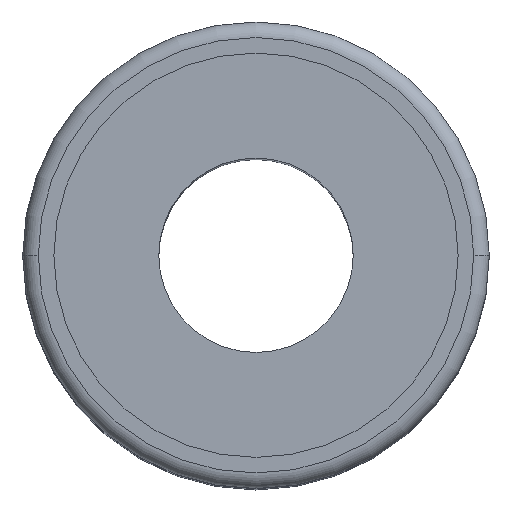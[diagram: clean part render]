
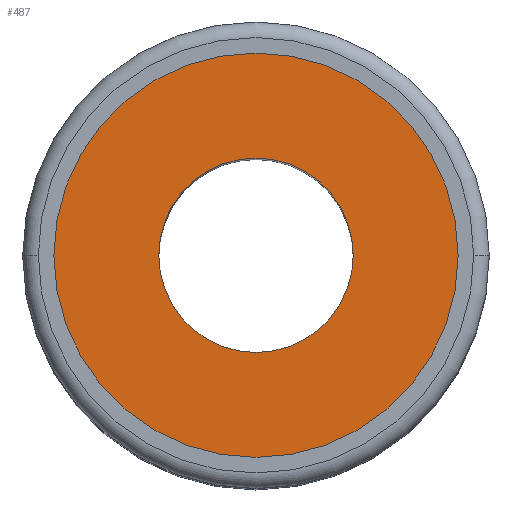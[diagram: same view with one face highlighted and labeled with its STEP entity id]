
A CAD part, top view. The second image highlights one B-rep face of the part: STEP entity #487.
In plain terms, the highlighted planar face has unit normal (0, 0, 1).
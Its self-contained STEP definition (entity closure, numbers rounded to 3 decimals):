
#57 = ORIENTED_EDGE ( 'NONE', *, *, #397, .F. ) ;
#58 = ORIENTED_EDGE ( 'NONE', *, *, #121, .F. ) ;
#59 = ORIENTED_EDGE ( 'NONE', *, *, #450, .T. ) ;
#60 = ORIENTED_EDGE ( 'NONE', *, *, #132, .T. ) ;
#121 = EDGE_CURVE ( 'NONE', #1034, #1035, #175, .T. ) ;
#127 = AXIS2_PLACEMENT_3D ( 'NONE', #508, #509, #510 ) ;
#132 = EDGE_CURVE ( 'NONE', #1018, #1016, #188, .T. ) ;
#137 = AXIS2_PLACEMENT_3D ( 'NONE', #645, #650, #651 ) ;
#142 = EDGE_LOOP ( 'NONE', ( #57, #58 ) ) ;
#175 = CIRCLE ( 'NONE', #127, 2.5 ) ;
#188 = CIRCLE ( 'NONE', #451, 5.199 ) ;
#197 = CIRCLE ( 'NONE', #399, 2.5 ) ;
#239 = CIRCLE ( 'NONE', #137, 5.199 ) ;
#287 = FACE_BOUND ( 'NONE', #142, .T. ) ;
#292 = FACE_OUTER_BOUND ( 'NONE', #458, .T. ) ;
#397 = EDGE_CURVE ( 'NONE', #1035, #1034, #197, .T. ) ;
#399 = AXIS2_PLACEMENT_3D ( 'NONE', #549, #555, #556 ) ;
#450 = EDGE_CURVE ( 'NONE', #1016, #1018, #239, .T. ) ;
#451 = AXIS2_PLACEMENT_3D ( 'NONE', #520, #532, #533 ) ;
#458 = EDGE_LOOP ( 'NONE', ( #59, #60 ) ) ;
#487 = ADVANCED_FACE ( 'NONE', ( #287, #292 ), #738, .F. ) ;
#508 = CARTESIAN_POINT ( 'NONE',  ( 0., 0., 10.764 ) ) ;
#509 = DIRECTION ( 'NONE',  ( 0., 0., 1. ) ) ;
#510 = DIRECTION ( 'NONE',  ( 1., 0., 0. ) ) ;
#520 = CARTESIAN_POINT ( 'NONE',  ( 0., 0., 10.764 ) ) ;
#532 = DIRECTION ( 'NONE',  ( 0., 0., 1. ) ) ;
#533 = DIRECTION ( 'NONE',  ( 1., 0., 0. ) ) ;
#549 = CARTESIAN_POINT ( 'NONE',  ( 0., 0., 10.764 ) ) ;
#555 = DIRECTION ( 'NONE',  ( 0., 0., 1. ) ) ;
#556 = DIRECTION ( 'NONE',  ( 1., 0., 0. ) ) ;
#645 = CARTESIAN_POINT ( 'NONE',  ( 0., 0., 10.764 ) ) ;
#650 = DIRECTION ( 'NONE',  ( 0., 0., 1. ) ) ;
#651 = DIRECTION ( 'NONE',  ( 1., 0., 0. ) ) ;
#737 = CARTESIAN_POINT ( 'NONE',  ( 0., 2.5, 10.764 ) ) ;
#738 = PLANE ( 'NONE',  #949 ) ;
#746 = DIRECTION ( 'NONE',  ( 0., 0., -1. ) ) ;
#747 = DIRECTION ( 'NONE',  ( -1., 0., 0. ) ) ;
#873 = CARTESIAN_POINT ( 'NONE',  ( 5.199, 0., 10.764 ) ) ;
#880 = CARTESIAN_POINT ( 'NONE',  ( -5.199, 0., 10.764 ) ) ;
#896 = CARTESIAN_POINT ( 'NONE',  ( -2.5, 0., 10.764 ) ) ;
#897 = CARTESIAN_POINT ( 'NONE',  ( 2.5, 0., 10.764 ) ) ;
#949 = AXIS2_PLACEMENT_3D ( 'NONE', #737, #746, #747 ) ;
#1016 = VERTEX_POINT ( 'NONE', #873 ) ;
#1018 = VERTEX_POINT ( 'NONE', #880 ) ;
#1034 = VERTEX_POINT ( 'NONE', #896 ) ;
#1035 = VERTEX_POINT ( 'NONE', #897 ) ;
